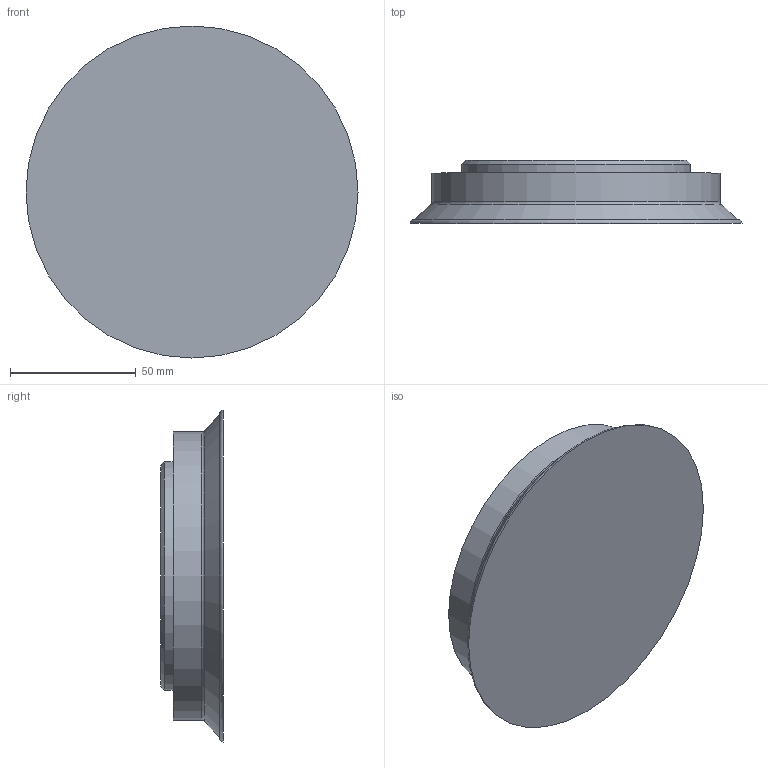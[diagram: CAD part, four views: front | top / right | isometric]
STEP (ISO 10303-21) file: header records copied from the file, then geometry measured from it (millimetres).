
FILE_DESCRIPTION(/* description */ (''),/* implementation_level */ '2;1');
FILE_NAME(/* name */ 'vpd132nat.stp',/* time_stamp */ '2024-05-15T10:44:26+02:00',/* author */ ('enginyeria3'),/* organization */ (''),/* preprocessor_version */ 'ST-DEVELOPER v20',/* originating_system */ 'Autodesk Inventor 2024',/* authorisation */ '');
FILE_SCHEMA (('AUTOMOTIVE_DESIGN { 1 0 10303 214 3 1 1 }'));
Length unit declared in the file: millimetre
Products named in the file (1): vpd132cn
Bounding box: 132 x 25 x 132 mm (x, y, z)
Volume: 249153.2 mm3; surface area: 34767.4 mm2
Topology: 1 solids, 1 shells, 12 faces, 23 edges, 15 vertices
Faces by surface type: plane 4, cone 3, cylinder 3, torus 2
Full cylindrical faces by diameter (mm): 16.3 x1, 91 x1, 114.532 x1
Entity records: 398 total; most frequent: DIRECTION 66, CARTESIAN_POINT 51, ORIENTED_EDGE 46, AXIS2_PLACEMENT_3D 30, EDGE_CURVE 23, CIRCLE 17, VERTEX_POINT 15, EDGE_LOOP 14
